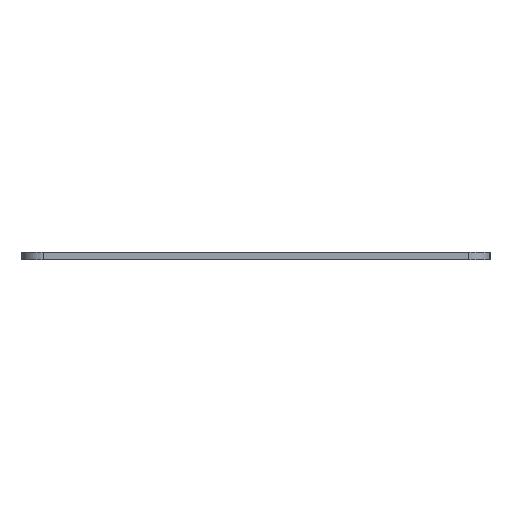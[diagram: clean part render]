
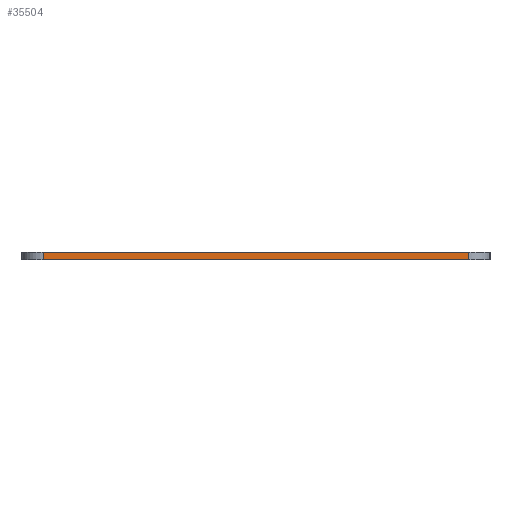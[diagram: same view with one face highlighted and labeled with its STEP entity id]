
A CAD part, left-side view. The second image highlights one B-rep face of the part: STEP entity #35504.
In plain terms, the highlighted planar face has unit normal (-1, 0, 0).
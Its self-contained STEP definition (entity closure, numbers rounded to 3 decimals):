
#55 = CYLINDRICAL_SURFACE('',#56,4.763);
#56 = AXIS2_PLACEMENT_3D('',#57,#58,#59);
#57 = CARTESIAN_POINT('',(28.575,-157.163,0.));
#58 = DIRECTION('',(-0.,-0.,-1.));
#59 = DIRECTION('',(1.,0.,-0.));
#83 = PLANE('',#84);
#84 = AXIS2_PLACEMENT_3D('',#85,#86,#87);
#85 = CARTESIAN_POINT('',(171.45,-109.538,1.6));
#86 = DIRECTION('',(0.,0.,1.));
#87 = DIRECTION('',(1.,0.,-0.));
#137 = PLANE('',#138);
#138 = AXIS2_PLACEMENT_3D('',#139,#140,#141);
#139 = CARTESIAN_POINT('',(171.45,-109.538,0.));
#140 = DIRECTION('',(0.,0.,1.));
#141 = DIRECTION('',(1.,0.,-0.));
#152 = EDGE_CURVE('',#153,#155,#157,.T.);
#153 = VERTEX_POINT('',#154);
#154 = CARTESIAN_POINT('',(23.813,-157.163,0.));
#155 = VERTEX_POINT('',#156);
#156 = CARTESIAN_POINT('',(23.813,-157.163,1.6));
#157 = SURFACE_CURVE('',#158,(#162,#169),.PCURVE_S1.);
#158 = LINE('',#159,#160);
#159 = CARTESIAN_POINT('',(23.813,-157.163,0.));
#160 = VECTOR('',#161,1.);
#161 = DIRECTION('',(0.,0.,1.));
#162 = PCURVE('',#55,#163);
#163 = DEFINITIONAL_REPRESENTATION('',(#164),#168);
#164 = LINE('',#165,#166);
#165 = CARTESIAN_POINT('',(-3.142,0.));
#166 = VECTOR('',#167,1.);
#167 = DIRECTION('',(-0.,-1.));
#168 = ( GEOMETRIC_REPRESENTATION_CONTEXT(2) 
PARAMETRIC_REPRESENTATION_CONTEXT() REPRESENTATION_CONTEXT('2D SPACE',''
  ) );
#169 = PCURVE('',#170,#175);
#170 = PLANE('',#171);
#171 = AXIS2_PLACEMENT_3D('',#172,#173,#174);
#172 = CARTESIAN_POINT('',(23.813,-61.913,0.));
#173 = DIRECTION('',(1.,0.,-0.));
#174 = DIRECTION('',(0.,-1.,0.));
#175 = DEFINITIONAL_REPRESENTATION('',(#176),#180);
#176 = LINE('',#177,#178);
#177 = CARTESIAN_POINT('',(95.25,0.));
#178 = VECTOR('',#179,1.);
#179 = DIRECTION('',(0.,-1.));
#180 = ( GEOMETRIC_REPRESENTATION_CONTEXT(2) 
PARAMETRIC_REPRESENTATION_CONTEXT() REPRESENTATION_CONTEXT('2D SPACE',''
  ) );
#391 = VERTEX_POINT('',#392);
#392 = CARTESIAN_POINT('',(23.813,-61.913,0.));
#407 = CYLINDRICAL_SURFACE('',#408,4.763);
#408 = AXIS2_PLACEMENT_3D('',#409,#410,#411);
#409 = CARTESIAN_POINT('',(28.575,-61.913,0.));
#410 = DIRECTION('',(-0.,-0.,-1.));
#411 = DIRECTION('',(1.,0.,-0.));
#419 = EDGE_CURVE('',#391,#153,#420,.T.);
#420 = SURFACE_CURVE('',#421,(#425,#432),.PCURVE_S1.);
#421 = LINE('',#422,#423);
#422 = CARTESIAN_POINT('',(23.813,-61.913,0.));
#423 = VECTOR('',#424,1.);
#424 = DIRECTION('',(0.,-1.,0.));
#425 = PCURVE('',#137,#426);
#426 = DEFINITIONAL_REPRESENTATION('',(#427),#431);
#427 = LINE('',#428,#429);
#428 = CARTESIAN_POINT('',(-147.638,47.625));
#429 = VECTOR('',#430,1.);
#430 = DIRECTION('',(0.,-1.));
#431 = ( GEOMETRIC_REPRESENTATION_CONTEXT(2) 
PARAMETRIC_REPRESENTATION_CONTEXT() REPRESENTATION_CONTEXT('2D SPACE',''
  ) );
#432 = PCURVE('',#170,#433);
#433 = DEFINITIONAL_REPRESENTATION('',(#434),#438);
#434 = LINE('',#435,#436);
#435 = CARTESIAN_POINT('',(0.,0.));
#436 = VECTOR('',#437,1.);
#437 = DIRECTION('',(1.,0.));
#438 = ( GEOMETRIC_REPRESENTATION_CONTEXT(2) 
PARAMETRIC_REPRESENTATION_CONTEXT() REPRESENTATION_CONTEXT('2D SPACE',''
  ) );
#19556 = VERTEX_POINT('',#19557);
#19557 = CARTESIAN_POINT('',(23.813,-61.913,1.6));
#19579 = EDGE_CURVE('',#19556,#155,#19580,.T.);
#19580 = SURFACE_CURVE('',#19581,(#19585,#19592),.PCURVE_S1.);
#19581 = LINE('',#19582,#19583);
#19582 = CARTESIAN_POINT('',(23.813,-61.913,1.6));
#19583 = VECTOR('',#19584,1.);
#19584 = DIRECTION('',(0.,-1.,0.));
#19585 = PCURVE('',#83,#19586);
#19586 = DEFINITIONAL_REPRESENTATION('',(#19587),#19591);
#19587 = LINE('',#19588,#19589);
#19588 = CARTESIAN_POINT('',(-147.638,47.625));
#19589 = VECTOR('',#19590,1.);
#19590 = DIRECTION('',(0.,-1.));
#19591 = ( GEOMETRIC_REPRESENTATION_CONTEXT(2) 
PARAMETRIC_REPRESENTATION_CONTEXT() REPRESENTATION_CONTEXT('2D SPACE',''
  ) );
#19592 = PCURVE('',#170,#19593);
#19593 = DEFINITIONAL_REPRESENTATION('',(#19594),#19598);
#19594 = LINE('',#19595,#19596);
#19595 = CARTESIAN_POINT('',(0.,-1.6));
#19596 = VECTOR('',#19597,1.);
#19597 = DIRECTION('',(1.,0.));
#19598 = ( GEOMETRIC_REPRESENTATION_CONTEXT(2) 
PARAMETRIC_REPRESENTATION_CONTEXT() REPRESENTATION_CONTEXT('2D SPACE',''
  ) );
#35504 = ADVANCED_FACE('',(#35505),#170,.F.);
#35505 = FACE_BOUND('',#35506,.F.);
#35506 = EDGE_LOOP('',(#35507,#35528,#35529,#35530));
#35507 = ORIENTED_EDGE('',*,*,#35508,.T.);
#35508 = EDGE_CURVE('',#391,#19556,#35509,.T.);
#35509 = SURFACE_CURVE('',#35510,(#35514,#35521),.PCURVE_S1.);
#35510 = LINE('',#35511,#35512);
#35511 = CARTESIAN_POINT('',(23.813,-61.913,0.));
#35512 = VECTOR('',#35513,1.);
#35513 = DIRECTION('',(0.,0.,1.));
#35514 = PCURVE('',#170,#35515);
#35515 = DEFINITIONAL_REPRESENTATION('',(#35516),#35520);
#35516 = LINE('',#35517,#35518);
#35517 = CARTESIAN_POINT('',(0.,0.));
#35518 = VECTOR('',#35519,1.);
#35519 = DIRECTION('',(0.,-1.));
#35520 = ( GEOMETRIC_REPRESENTATION_CONTEXT(2) 
PARAMETRIC_REPRESENTATION_CONTEXT() REPRESENTATION_CONTEXT('2D SPACE',''
  ) );
#35521 = PCURVE('',#407,#35522);
#35522 = DEFINITIONAL_REPRESENTATION('',(#35523),#35527);
#35523 = LINE('',#35524,#35525);
#35524 = CARTESIAN_POINT('',(-3.142,0.));
#35525 = VECTOR('',#35526,1.);
#35526 = DIRECTION('',(-0.,-1.));
#35527 = ( GEOMETRIC_REPRESENTATION_CONTEXT(2) 
PARAMETRIC_REPRESENTATION_CONTEXT() REPRESENTATION_CONTEXT('2D SPACE',''
  ) );
#35528 = ORIENTED_EDGE('',*,*,#19579,.T.);
#35529 = ORIENTED_EDGE('',*,*,#152,.F.);
#35530 = ORIENTED_EDGE('',*,*,#419,.F.);
